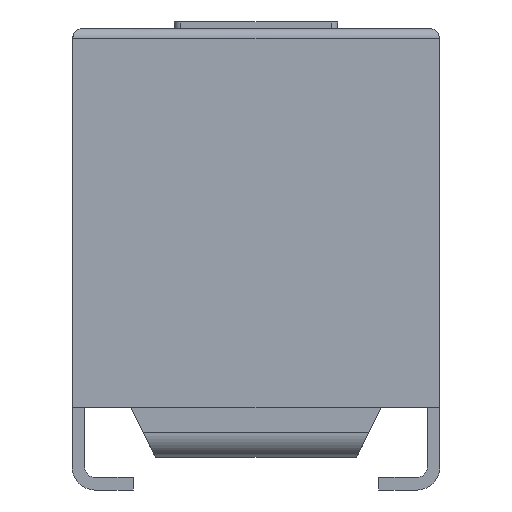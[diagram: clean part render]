
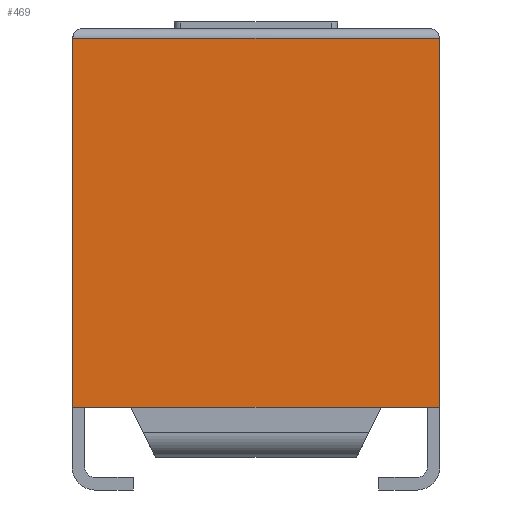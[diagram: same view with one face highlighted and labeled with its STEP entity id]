
A CAD part, front view. The second image highlights one B-rep face of the part: STEP entity #469.
In plain terms, the highlighted planar face has unit normal (0, -1, 0).
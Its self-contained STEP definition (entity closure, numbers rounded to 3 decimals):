
#13=DIRECTION('',(0.,0.,1.));
#68=VECTOR('',#13,1.);
#151=VECTOR('',#152,1.);
#152=DIRECTION('',(-1.,0.,0.));
#160=DIRECTION('',(0.,-1.,0.));
#214=VERTEX_POINT('',#215);
#215=CARTESIAN_POINT('',(-3.65,-7.4,9.01));
#250=VERTEX_POINT('',#251);
#251=CARTESIAN_POINT('',(3.65,-7.4,9.01));
#255=ORIENTED_EDGE('',*,*,#256,.T.);
#256=EDGE_CURVE('',#250,#214,#257,.T.);
#257=LINE('',#251,#151);
#344=EDGE_CURVE('',#345,#214,#347,.T.);
#345=VERTEX_POINT('',#346);
#346=CARTESIAN_POINT('',(-3.65,-7.4,1.65));
#347=LINE('',#346,#68);
#469=ADVANCED_FACE('',(#470),#481,.T.);
#470=FACE_BOUND('',#471,.T.);
#471=EDGE_LOOP('',(#472,#255,#477,#478));
#472=ORIENTED_EDGE('',*,*,#473,.T.);
#473=EDGE_CURVE('',#474,#250,#476,.T.);
#474=VERTEX_POINT('',#475);
#475=CARTESIAN_POINT('',(3.65,-7.4,1.65));
#476=LINE('',#475,#68);
#477=ORIENTED_EDGE('',*,*,#344,.F.);
#478=ORIENTED_EDGE('',*,*,#479,.F.);
#479=EDGE_CURVE('',#474,#345,#480,.T.);
#480=LINE('',#475,#151);
#481=PLANE('',#482);
#482=AXIS2_PLACEMENT_3D('',#475,#160,#152);
